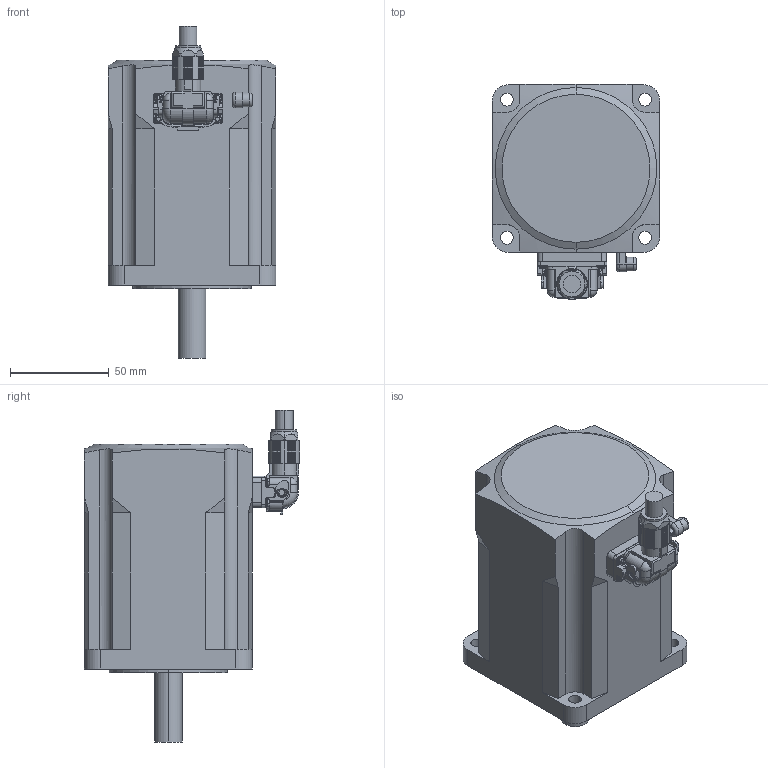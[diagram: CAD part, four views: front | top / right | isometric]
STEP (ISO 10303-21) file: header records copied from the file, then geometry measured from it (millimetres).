
FILE_DESCRIPTION (( 'STEP AP203' ), '1' );
FILE_NAME ('B1625_B.step', '2024-12-23T09:51:30', ( '' ), ( '' ), 'SwSTEP 2.0', 'SolidWorks 2023', '' );
FILE_SCHEMA (( 'CONFIG_CONTROL_DESIGN' ));
Length unit declared in the file: millimetre
Products named in the file (1): B1625_B
Bounding box: 85 x 109 x 168.3 mm (x, y, z)
Volume: 760886 mm3; surface area: 57689.9 mm2
Topology: 1 solids, 5 shells, 581 faces, 1606 edges, 1041 vertices
Faces by surface type: plane 336, cylinder 212, cone 16, torus 13, sphere 4
Entity records: 18749 total; most frequent: CARTESIAN_POINT 3487, DIRECTION 3242, ORIENTED_EDGE 3192, EDGE_CURVE 1596, AXIS2_PLACEMENT_3D 1096, VECTOR 1050, LINE 1050, VERTEX_POINT 1041
